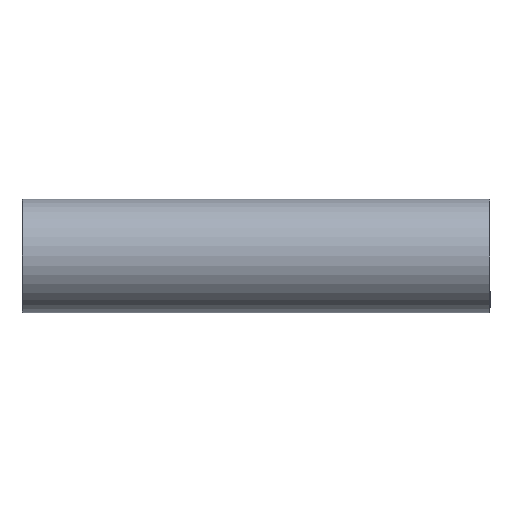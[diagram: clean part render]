
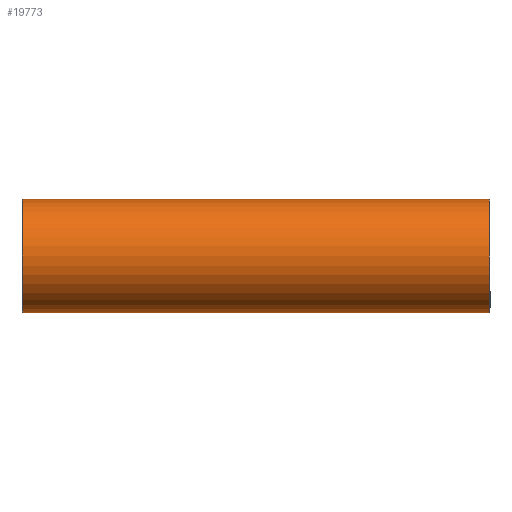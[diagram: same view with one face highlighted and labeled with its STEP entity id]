
A CAD part, front view. The second image highlights one B-rep face of the part: STEP entity #19773.
In plain terms, the highlighted cylindrical face has radius 27 mm (diameter 54 mm), a partial arc.
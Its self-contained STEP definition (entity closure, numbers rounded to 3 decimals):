
#2026 = CIRCLE ( 'NONE', #11793, 27. ) ;
#2918 = DIRECTION ( 'NONE',  ( -0.005, 0., -1. ) ) ;
#4213 = EDGE_CURVE ( 'NONE', #40004, #30720, #23392, .T. ) ;
#4298 = ORIENTED_EDGE ( 'NONE', *, *, #4213, .T. ) ;
#4581 = AXIS2_PLACEMENT_3D ( 'NONE', #24246, #5489, #29201 ) ;
#4985 = CARTESIAN_POINT ( 'NONE',  ( -14.537, -85.135, -53.42 ) ) ;
#5489 = DIRECTION ( 'NONE',  ( -1., 0., 0.005 ) ) ;
#7885 = DIRECTION ( 'NONE',  ( -1., 0., 0.005 ) ) ;
#10498 = CARTESIAN_POINT ( 'NONE',  ( 206.66, -85.135, -54.62 ) ) ;
#11006 = AXIS2_PLACEMENT_3D ( 'NONE', #50283, #44695, #2918 ) ;
#11793 = AXIS2_PLACEMENT_3D ( 'NONE', #46224, #27590, #33542 ) ;
#19773 = ADVANCED_FACE ( 'NONE', ( #58761 ), #27864, .T. ) ;
#19936 = LINE ( 'NONE', #50469, #57409 ) ;
#23392 = CIRCLE ( 'NONE', #11006, 27. ) ;
#23776 = CARTESIAN_POINT ( 'NONE',  ( 206.953, -85.135, -0.621 ) ) ;
#24246 = CARTESIAN_POINT ( 'NONE',  ( 207.206, -85.135, -27.623 ) ) ;
#25154 = CARTESIAN_POINT ( 'NONE',  ( -14.244, -85.135, 0.579 ) ) ;
#25230 = ORIENTED_EDGE ( 'NONE', *, *, #47878, .T. ) ;
#27135 = EDGE_CURVE ( 'NONE', #30797, #40004, #40013, .T. ) ;
#27590 = DIRECTION ( 'NONE',  ( -1., 0., 0.005 ) ) ;
#27864 = CYLINDRICAL_SURFACE ( 'NONE', #4581, 27. ) ;
#29201 = DIRECTION ( 'NONE',  ( 0.005, 0., 1. ) ) ;
#30720 = VERTEX_POINT ( 'NONE', #4985 ) ;
#30797 = VERTEX_POINT ( 'NONE', #23776 ) ;
#33542 = DIRECTION ( 'NONE',  ( -0.005, 0., -1. ) ) ;
#36424 = EDGE_LOOP ( 'NONE', ( #44847, #25230, #59462, #4298 ) ) ;
#40004 = VERTEX_POINT ( 'NONE', #25154 ) ;
#40013 = LINE ( 'NONE', #44285, #45899 ) ;
#41410 = EDGE_CURVE ( 'NONE', #43550, #30720, #19936, .T. ) ;
#43550 = VERTEX_POINT ( 'NONE', #10498 ) ;
#44285 = CARTESIAN_POINT ( 'NONE',  ( 207.353, -85.135, -0.623 ) ) ;
#44695 = DIRECTION ( 'NONE',  ( 1., 0., -0.005 ) ) ;
#44847 = ORIENTED_EDGE ( 'NONE', *, *, #41410, .F. ) ;
#45899 = VECTOR ( 'NONE', #58945, 1000. ) ;
#46224 = CARTESIAN_POINT ( 'NONE',  ( 206.806, -85.135, -27.621 ) ) ;
#47878 = EDGE_CURVE ( 'NONE', #43550, #30797, #2026, .T. ) ;
#50283 = CARTESIAN_POINT ( 'NONE',  ( -14.39, -85.135, -26.42 ) ) ;
#50469 = CARTESIAN_POINT ( 'NONE',  ( 207.06, -85.135, -54.622 ) ) ;
#57409 = VECTOR ( 'NONE', #7885, 1000. ) ;
#58761 = FACE_OUTER_BOUND ( 'NONE', #36424, .T. ) ;
#58945 = DIRECTION ( 'NONE',  ( -1., 0., 0.005 ) ) ;
#59462 = ORIENTED_EDGE ( 'NONE', *, *, #27135, .T. ) ;
